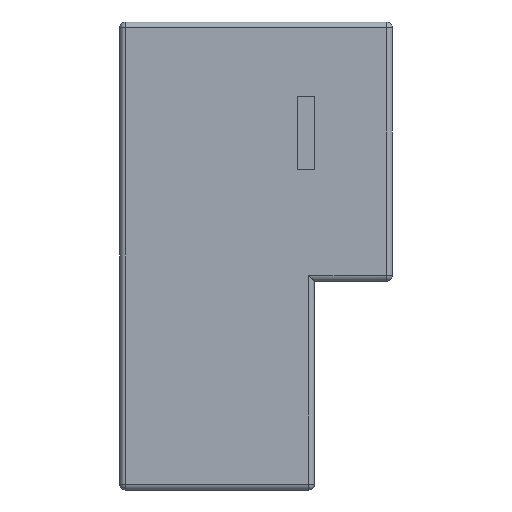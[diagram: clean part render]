
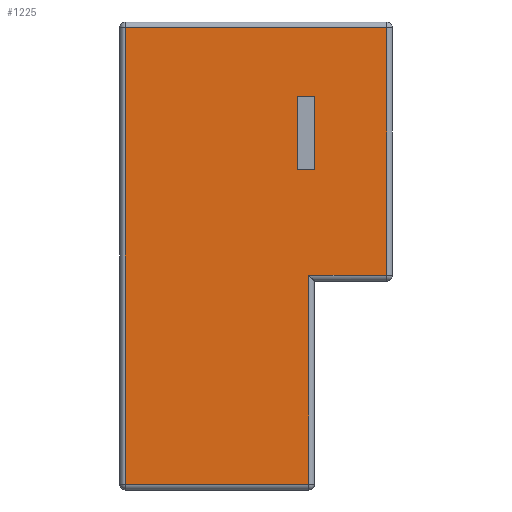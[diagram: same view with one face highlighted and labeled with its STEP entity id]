
A CAD part, left-side view. The second image highlights one B-rep face of the part: STEP entity #1225.
In plain terms, the highlighted planar face has unit normal (-1, 0, 0).
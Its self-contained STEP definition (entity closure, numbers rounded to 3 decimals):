
#17=FACE_BOUND('',#246,.T.);
#170=FACE_OUTER_BOUND('',#245,.T.);
#245=EDGE_LOOP('',(#1096,#1097,#1098,#1099,#1100,#1101));
#246=EDGE_LOOP('',(#1102,#1103,#1104,#1105));
#263=LINE('',#1763,#387);
#271=LINE('',#1778,#395);
#272=LINE('',#1780,#396);
#273=LINE('',#1782,#397);
#340=LINE('',#1990,#464);
#348=LINE('',#2026,#472);
#350=LINE('',#2029,#474);
#359=LINE('',#2051,#483);
#368=LINE('',#2066,#492);
#370=LINE('',#2069,#494);
#387=VECTOR('',#1391,10.);
#395=VECTOR('',#1403,10.);
#396=VECTOR('',#1406,10.);
#397=VECTOR('',#1409,10.);
#464=VECTOR('',#1614,10.);
#472=VECTOR('',#1656,10.);
#474=VECTOR('',#1660,10.);
#483=VECTOR('',#1687,10.);
#492=VECTOR('',#1706,10.);
#494=VECTOR('',#1710,10.);
#506=VERTEX_POINT('',#1759);
#508=VERTEX_POINT('',#1762);
#512=VERTEX_POINT('',#1774);
#513=VERTEX_POINT('',#1776);
#568=VERTEX_POINT('',#1947);
#576=VERTEX_POINT('',#1964);
#581=VERTEX_POINT('',#1976);
#583=VERTEX_POINT('',#1982);
#596=VERTEX_POINT('',#2021);
#600=VERTEX_POINT('',#2050);
#615=EDGE_CURVE('',#508,#506,#263,.T.);
#623=EDGE_CURVE('',#512,#513,#271,.T.);
#624=EDGE_CURVE('',#506,#512,#272,.T.);
#625=EDGE_CURVE('',#513,#508,#273,.T.);
#726=EDGE_CURVE('',#583,#576,#340,.T.);
#744=EDGE_CURVE('',#581,#596,#348,.T.);
#746=EDGE_CURVE('',#596,#583,#350,.T.);
#758=EDGE_CURVE('',#600,#581,#359,.T.);
#768=EDGE_CURVE('',#576,#568,#368,.T.);
#770=EDGE_CURVE('',#568,#600,#370,.T.);
#1096=ORIENTED_EDGE('',*,*,#744,.F.);
#1097=ORIENTED_EDGE('',*,*,#758,.F.);
#1098=ORIENTED_EDGE('',*,*,#770,.F.);
#1099=ORIENTED_EDGE('',*,*,#768,.F.);
#1100=ORIENTED_EDGE('',*,*,#726,.F.);
#1101=ORIENTED_EDGE('',*,*,#746,.F.);
#1102=ORIENTED_EDGE('',*,*,#623,.T.);
#1103=ORIENTED_EDGE('',*,*,#625,.T.);
#1104=ORIENTED_EDGE('',*,*,#615,.T.);
#1105=ORIENTED_EDGE('',*,*,#624,.T.);
#1152=PLANE('',#1360);
#1225=ADVANCED_FACE('',(#170,#17),#1152,.T.);
#1360=AXIS2_PLACEMENT_3D('',#2078,#1724,#1725);
#1391=DIRECTION('',(0.,0.,1.));
#1403=DIRECTION('',(0.,0.,-1.));
#1406=DIRECTION('',(0.,-1.,0.));
#1409=DIRECTION('',(0.,1.,0.));
#1614=DIRECTION('',(0.,-1.,0.));
#1656=DIRECTION('',(0.,1.,0.));
#1660=DIRECTION('',(0.,0.,1.));
#1687=DIRECTION('',(0.,0.,-1.));
#1706=DIRECTION('',(0.,0.,-1.));
#1710=DIRECTION('',(0.,1.,0.));
#1724=DIRECTION('center_axis',(-1.,0.,0.));
#1725=DIRECTION('ref_axis',(0.,0.,1.));
#1759=CARTESIAN_POINT('',(-17.273,0.75,5.388));
#1762=CARTESIAN_POINT('',(-17.273,0.75,2.188));
#1763=CARTESIAN_POINT('',(-17.273,0.75,-3.227));
#1774=CARTESIAN_POINT('',(-17.273,0.,5.388));
#1776=CARTESIAN_POINT('',(-17.273,0.,2.188));
#1778=CARTESIAN_POINT('',(-17.273,0.,-3.227));
#1780=CARTESIAN_POINT('',(-17.273,0.187,5.388));
#1782=CARTESIAN_POINT('',(-17.273,0.187,2.188));
#1947=CARTESIAN_POINT('',(-17.273,-3.16,-2.442));
#1964=CARTESIAN_POINT('',(-17.273,-3.16,8.408));
#1976=CARTESIAN_POINT('',(-17.273,0.25,-11.592));
#1982=CARTESIAN_POINT('',(-17.273,8.28,8.408));
#1990=CARTESIAN_POINT('',(-17.273,0.,8.408));
#2021=CARTESIAN_POINT('',(-17.273,8.28,-11.592));
#2026=CARTESIAN_POINT('',(-17.273,0.,-11.592));
#2029=CARTESIAN_POINT('',(-17.273,8.28,-6.717));
#2050=CARTESIAN_POINT('',(-17.273,0.25,-2.442));
#2051=CARTESIAN_POINT('',(-17.273,0.25,-6.717));
#2066=CARTESIAN_POINT('',(-17.273,-3.16,-4.429));
#2069=CARTESIAN_POINT('',(-17.273,0.,-2.442));
#2078=CARTESIAN_POINT('Origin',(-17.273,0.,-11.842));
